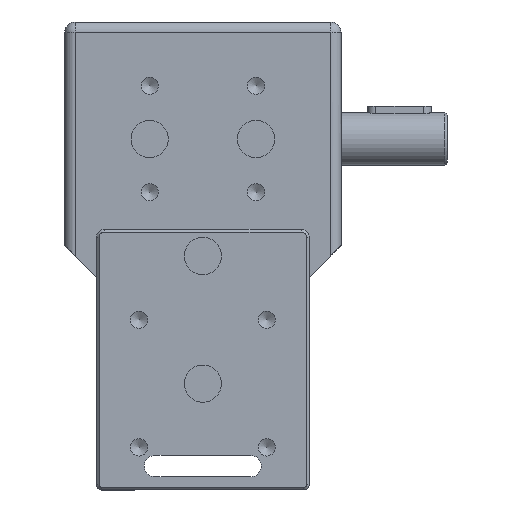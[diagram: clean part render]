
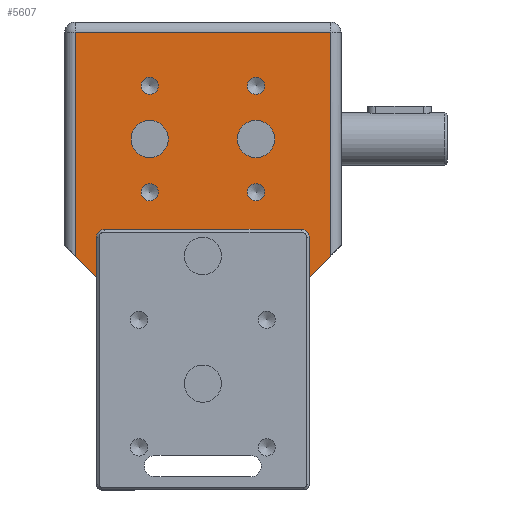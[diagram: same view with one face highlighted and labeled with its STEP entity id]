
A CAD part, front view. The second image highlights one B-rep face of the part: STEP entity #5607.
In plain terms, the highlighted face is planar.
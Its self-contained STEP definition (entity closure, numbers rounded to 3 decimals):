
#5243=CARTESIAN_POINT('',(-5.,-25.2,44.0));
#5244=VERTEX_POINT('',#5243);
#5251=CARTESIAN_POINT('',(-5.,-22.2,44.0));
#5252=VERTEX_POINT('',#5251);
#5253=CARTESIAN_POINT('',(-5.,-22.2,44.0));
#5254=DIRECTION('',(0.0,-1.0,0.0));
#5255=VECTOR('',#5254,3.0);
#5256=LINE('',#5253,#5255);
#5257=EDGE_CURVE('',#5252,#5244,#5256,.T.);
#5281=CARTESIAN_POINT('',(5.,-25.2,44.0));
#5282=VERTEX_POINT('',#5281);
#5289=CARTESIAN_POINT('',(-5.,-25.2,44.0));
#5290=DIRECTION('',(1.0,0.0,0.0));
#5291=VECTOR('',#5290,10.);
#5292=LINE('',#5289,#5291);
#5293=EDGE_CURVE('',#5244,#5282,#5292,.T.);
#5312=CARTESIAN_POINT('',(5.,-22.2,44.0));
#5313=VERTEX_POINT('',#5312);
#5320=CARTESIAN_POINT('',(5.,-25.2,44.0));
#5321=DIRECTION('',(0.0,1.0,0.0));
#5322=VECTOR('',#5321,3.);
#5323=LINE('',#5320,#5322);
#5324=EDGE_CURVE('',#5282,#5313,#5323,.T.);
#5353=CARTESIAN_POINT('',(-10.,-22.2,44.0));
#5354=VERTEX_POINT('',#5353);
#5361=CARTESIAN_POINT('',(-10.,-20.0,44.0));
#5362=VERTEX_POINT('',#5361);
#5363=CARTESIAN_POINT('',(-10.,-20.0,44.0));
#5364=DIRECTION('',(0.0,-1.0,0.0));
#5365=VECTOR('',#5364,2.2);
#5366=LINE('',#5363,#5365);
#5367=EDGE_CURVE('',#5362,#5354,#5366,.T.);
#5384=CARTESIAN_POINT('',(10.,-20.0,44.0));
#5385=VERTEX_POINT('',#5384);
#5392=CARTESIAN_POINT('',(10.,-22.2,44.0));
#5393=VERTEX_POINT('',#5392);
#5394=CARTESIAN_POINT('',(10.,-22.2,44.0));
#5395=DIRECTION('',(0.0,1.0,0.0));
#5396=VECTOR('',#5395,2.2);
#5397=LINE('',#5394,#5396);
#5398=EDGE_CURVE('',#5393,#5385,#5397,.T.);
#5416=CARTESIAN_POINT('',(5.,-22.2,44.0));
#5417=DIRECTION('',(1.0,0.0,0.0));
#5418=VECTOR('',#5417,5.);
#5419=LINE('',#5416,#5418);
#5420=EDGE_CURVE('',#5313,#5393,#5419,.T.);
#5425=CARTESIAN_POINT('',(-10.,-22.2,44.0));
#5426=DIRECTION('',(1.0,0.0,0.0));
#5427=VECTOR('',#5426,5.0);
#5428=LINE('',#5425,#5427);
#5429=EDGE_CURVE('',#5354,#5252,#5428,.T.);
#5446=CARTESIAN_POINT('',(20.,-20.0,44.0));
#5447=VERTEX_POINT('',#5446);
#5454=CARTESIAN_POINT('',(20.,-20.0,44.0));
#5455=DIRECTION('',(-1.0,0.0,0.0));
#5456=VECTOR('',#5455,10.);
#5457=LINE('',#5454,#5456);
#5458=EDGE_CURVE('',#5447,#5385,#5457,.T.);
#5469=CARTESIAN_POINT('',(-20.,-20.0,44.0));
#5470=VERTEX_POINT('',#5469);
#5471=CARTESIAN_POINT('',(-10.,-20.0,44.0));
#5472=DIRECTION('',(-1.0,0.0,0.0));
#5473=VECTOR('',#5472,10.0);
#5474=LINE('',#5471,#5473);
#5475=EDGE_CURVE('',#5362,#5470,#5474,.T.);
#5487=CARTESIAN_POINT('',(26.,-20.0,44.0));
#5488=DIRECTION('',(0.0,0.0,-1.0));
#5489=DIRECTION('',(-1.0,0.0,0.0));
#5490=AXIS2_PLACEMENT_3D('',#5487,#5488,#5489);
#5491=PLANE('',#5490);
#5492=ORIENTED_EDGE('',*,*,#5324,.T.);
#5493=ORIENTED_EDGE('',*,*,#5420,.T.);
#5494=ORIENTED_EDGE('',*,*,#5398,.T.);
#5495=ORIENTED_EDGE('',*,*,#5458,.F.);
#5496=CARTESIAN_POINT('',(24.,-24.,44.0));
#5497=VERTEX_POINT('',#5496);
#5498=CARTESIAN_POINT('',(24.,-24.,44.0));
#5499=DIRECTION('',(-0.707,0.707,0.0));
#5500=VECTOR('',#5499,5.657);
#5501=LINE('',#5498,#5500);
#5502=EDGE_CURVE('',#5497,#5447,#5501,.T.);
#5503=ORIENTED_EDGE('',*,*,#5502,.F.);
#5504=CARTESIAN_POINT('',(24.,-66.0,44.0));
#5505=VERTEX_POINT('',#5504);
#5506=CARTESIAN_POINT('',(24.,-66.0,44.0));
#5507=DIRECTION('',(0.0,1.0,0.0));
#5508=VECTOR('',#5507,42.);
#5509=LINE('',#5506,#5508);
#5510=EDGE_CURVE('',#5505,#5497,#5509,.T.);
#5511=ORIENTED_EDGE('',*,*,#5510,.F.);
#5512=CARTESIAN_POINT('',(-24.,-66.0,44.0));
#5513=VERTEX_POINT('',#5512);
#5514=CARTESIAN_POINT('',(-24.,-66.0,44.0));
#5515=DIRECTION('',(1.0,0.0,0.0));
#5516=VECTOR('',#5515,48.0);
#5517=LINE('',#5514,#5516);
#5518=EDGE_CURVE('',#5513,#5505,#5517,.T.);
#5519=ORIENTED_EDGE('',*,*,#5518,.F.);
#5520=CARTESIAN_POINT('',(-24.,-24.,44.0));
#5521=VERTEX_POINT('',#5520);
#5522=CARTESIAN_POINT('',(-24.,-24.,44.0));
#5523=DIRECTION('',(0.0,-1.0,0.0));
#5524=VECTOR('',#5523,42.);
#5525=LINE('',#5522,#5524);
#5526=EDGE_CURVE('',#5521,#5513,#5525,.T.);
#5527=ORIENTED_EDGE('',*,*,#5526,.F.);
#5528=CARTESIAN_POINT('',(-20.,-20.0,44.0));
#5529=DIRECTION('',(-0.707,-0.707,0.0));
#5530=VECTOR('',#5529,5.657);
#5531=LINE('',#5528,#5530);
#5532=EDGE_CURVE('',#5470,#5521,#5531,.T.);
#5533=ORIENTED_EDGE('',*,*,#5532,.F.);
#5534=ORIENTED_EDGE('',*,*,#5475,.F.);
#5535=ORIENTED_EDGE('',*,*,#5367,.T.);
#5536=ORIENTED_EDGE('',*,*,#5429,.T.);
#5537=ORIENTED_EDGE('',*,*,#5257,.T.);
#5538=ORIENTED_EDGE('',*,*,#5293,.T.);
#5539=EDGE_LOOP('',(#5492,#5493,#5494,#5495,#5503,#5511,#5519,#5527,#5533,#5534,#5535,#5536,#5537,#5538));
#5540=FACE_OUTER_BOUND('',#5539,.T.);
#5541=CARTESIAN_POINT('',(-11.621,-56.,44.0));
#5542=VERTEX_POINT('',#5541);
#5543=CARTESIAN_POINT('',(-10.,-56.,44.0));
#5544=DIRECTION('',(0.0,0.0,1.0));
#5545=DIRECTION('',(-1.0,0.0,0.0));
#5546=AXIS2_PLACEMENT_3D('',#5543,#5544,#5545);
#5547=CIRCLE('',#5546,1.621);
#5548=EDGE_CURVE('',#5542,#5542,#5547,.T.);
#5549=ORIENTED_EDGE('',*,*,#5548,.T.);
#5550=EDGE_LOOP('',(#5549));
#5551=FACE_BOUND('',#5550,.T.);
#5552=CARTESIAN_POINT('',(8.379,-56.,44.0));
#5553=VERTEX_POINT('',#5552);
#5554=CARTESIAN_POINT('',(10.,-56.,44.0));
#5555=DIRECTION('',(0.0,0.0,1.0));
#5556=DIRECTION('',(-1.0,0.0,0.0));
#5557=AXIS2_PLACEMENT_3D('',#5554,#5555,#5556);
#5558=CIRCLE('',#5557,1.621);
#5559=EDGE_CURVE('',#5553,#5553,#5558,.T.);
#5560=ORIENTED_EDGE('',*,*,#5559,.T.);
#5561=EDGE_LOOP('',(#5560));
#5562=FACE_BOUND('',#5561,.T.);
#5563=CARTESIAN_POINT('',(-13.5,-46.,44.0));
#5564=VERTEX_POINT('',#5563);
#5565=CARTESIAN_POINT('',(-10.,-46.,44.0));
#5566=DIRECTION('',(0.0,0.0,1.0));
#5567=DIRECTION('',(-1.0,0.0,0.0));
#5568=AXIS2_PLACEMENT_3D('',#5565,#5566,#5567);
#5569=CIRCLE('',#5568,3.5);
#5570=EDGE_CURVE('',#5564,#5564,#5569,.T.);
#5571=ORIENTED_EDGE('',*,*,#5570,.T.);
#5572=EDGE_LOOP('',(#5571));
#5573=FACE_BOUND('',#5572,.T.);
#5574=CARTESIAN_POINT('',(6.5,-46.,44.0));
#5575=VERTEX_POINT('',#5574);
#5576=CARTESIAN_POINT('',(10.,-46.,44.0));
#5577=DIRECTION('',(0.0,0.0,1.0));
#5578=DIRECTION('',(-1.0,0.0,0.0));
#5579=AXIS2_PLACEMENT_3D('',#5576,#5577,#5578);
#5580=CIRCLE('',#5579,3.5);
#5581=EDGE_CURVE('',#5575,#5575,#5580,.T.);
#5582=ORIENTED_EDGE('',*,*,#5581,.T.);
#5583=EDGE_LOOP('',(#5582));
#5584=FACE_BOUND('',#5583,.T.);
#5585=CARTESIAN_POINT('',(-11.621,-36.,44.0));
#5586=VERTEX_POINT('',#5585);
#5587=CARTESIAN_POINT('',(-10.,-36.,44.0));
#5588=DIRECTION('',(0.0,0.0,1.0));
#5589=DIRECTION('',(-1.0,0.0,0.0));
#5590=AXIS2_PLACEMENT_3D('',#5587,#5588,#5589);
#5591=CIRCLE('',#5590,1.621);
#5592=EDGE_CURVE('',#5586,#5586,#5591,.T.);
#5593=ORIENTED_EDGE('',*,*,#5592,.T.);
#5594=EDGE_LOOP('',(#5593));
#5595=FACE_BOUND('',#5594,.T.);
#5596=CARTESIAN_POINT('',(8.379,-36.,44.0));
#5597=VERTEX_POINT('',#5596);
#5598=CARTESIAN_POINT('',(10.,-36.,44.0));
#5599=DIRECTION('',(0.0,0.0,1.0));
#5600=DIRECTION('',(-1.0,0.0,0.0));
#5601=AXIS2_PLACEMENT_3D('',#5598,#5599,#5600);
#5602=CIRCLE('',#5601,1.621);
#5603=EDGE_CURVE('',#5597,#5597,#5602,.T.);
#5604=ORIENTED_EDGE('',*,*,#5603,.T.);
#5605=EDGE_LOOP('',(#5604));
#5606=FACE_BOUND('',#5605,.T.);
#5607=ADVANCED_FACE('',(#5540,#5551,#5562,#5573,#5584,#5595,#5606),#5491,.T.);
